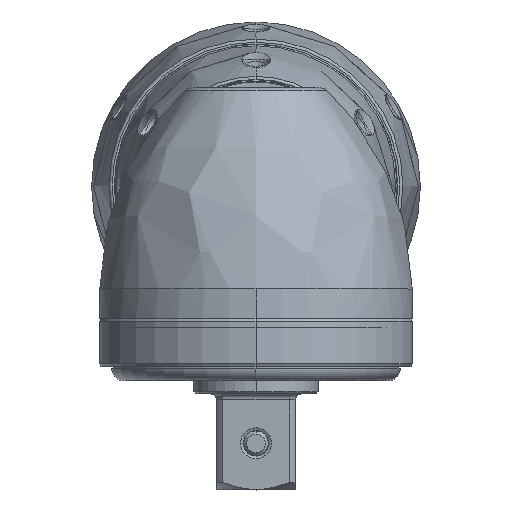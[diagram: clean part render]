
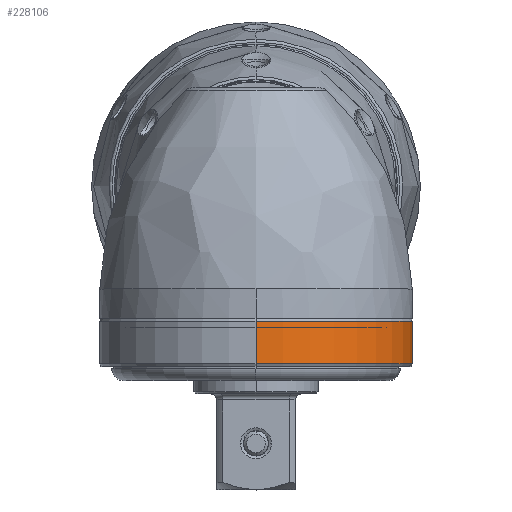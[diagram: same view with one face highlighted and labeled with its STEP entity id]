
A CAD part, top view. The second image highlights one B-rep face of the part: STEP entity #228106.
In plain terms, the highlighted cylindrical face has radius 25.25 mm (diameter 50.5 mm), a partial arc.
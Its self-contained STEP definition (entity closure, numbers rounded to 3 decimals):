
#227808=DIRECTION('',(0.,0.,1.));
#227809=VECTOR('',#227808,6.834);
#227810=CARTESIAN_POINT('',(0.,25.25,0.433));
#227811=LINE('',#227810,#227809);
#227815=DIRECTION('',(0.,0.,1.));
#227816=VECTOR('',#227815,6.834);
#227817=CARTESIAN_POINT('',(0.,-25.25,0.433));
#227818=LINE('',#227817,#227816);
#227822=CARTESIAN_POINT('',(0.,0.,0.433));
#227823=DIRECTION('',(0.,0.,1.));
#227824=DIRECTION('',(0.,1.,0.));
#227825=AXIS2_PLACEMENT_3D('',#227822,#227823,#227824);
#227860=CARTESIAN_POINT('',(0.,0.,7.267));
#227861=DIRECTION('',(0.,0.,1.));
#227862=DIRECTION('',(0.,1.,0.));
#227863=AXIS2_PLACEMENT_3D('',#227860,#227861,#227862);
#228023=CARTESIAN_POINT('',(0.,25.25,0.433));
#228025=VERTEX_POINT('',#228023);
#228026=CARTESIAN_POINT('',(0.,25.25,7.267));
#228027=VERTEX_POINT('',#228026);
#228043=CARTESIAN_POINT('',(0.,-25.25,0.433));
#228045=VERTEX_POINT('',#228043);
#228046=CARTESIAN_POINT('',(0.,-25.25,7.267));
#228047=VERTEX_POINT('',#228046);
#228092=CARTESIAN_POINT('',(0.,0.,8.085));
#228093=DIRECTION('',(0.,0.,-1.));
#228094=DIRECTION('',(0.,-1.,0.));
#228095=AXIS2_PLACEMENT_3D('',#228092,#228093,#228094);
#228096=CYLINDRICAL_SURFACE('',#228095,25.25);
#228098=ORIENTED_EDGE('',*,*,#228097,.T.);
#228100=ORIENTED_EDGE('',*,*,#228099,.T.);
#228102=ORIENTED_EDGE('',*,*,#228101,.F.);
#228103=ORIENTED_EDGE('',*,*,#228084,.F.);
#228104=EDGE_LOOP('',(#228098,#228100,#228102,#228103));
#228105=FACE_OUTER_BOUND('',#228104,.F.);
#228106=ADVANCED_FACE('',(#228105),#228096,.T.);
#227826=CIRCLE('',#227825,25.25);
#227864=CIRCLE('',#227863,25.25);
#228084=EDGE_CURVE('',#228025,#228045,#227826,.T.);
#228097=EDGE_CURVE('',#228025,#228027,#227811,.T.);
#228099=EDGE_CURVE('',#228027,#228047,#227864,.T.);
#228101=EDGE_CURVE('',#228045,#228047,#227818,.T.);
